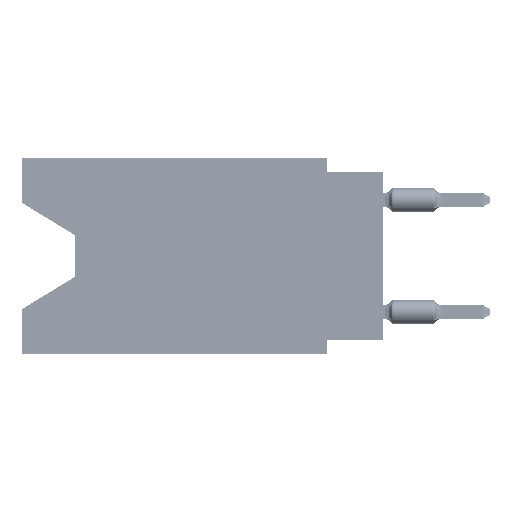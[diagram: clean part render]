
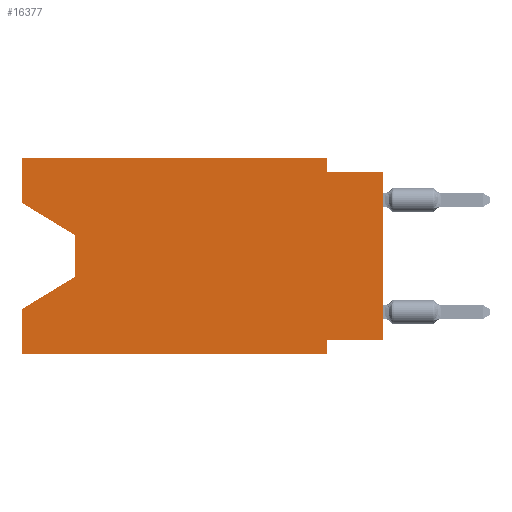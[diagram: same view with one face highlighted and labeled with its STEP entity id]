
A CAD part, left-side view. The second image highlights one B-rep face of the part: STEP entity #16377.
In plain terms, the highlighted planar face has unit normal (-1, 0, 0).
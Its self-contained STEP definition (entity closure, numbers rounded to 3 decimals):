
#712 = DIRECTION ( 'NONE',  ( 0., 0., -1. ) ) ;
#1602 = EDGE_CURVE ( 'NONE', #51748, #21058, #53156, .T. ) ;
#1709 = ORIENTED_EDGE ( 'NONE', *, *, #13933, .F. ) ;
#2457 = LINE ( 'NONE', #99716, #22533 ) ;
#4103 = EDGE_CURVE ( 'NONE', #13817, #37911, #99577, .T. ) ;
#7330 = ORIENTED_EDGE ( 'NONE', *, *, #4103, .T. ) ;
#7673 = DIRECTION ( 'NONE',  ( 0., 0., -1. ) ) ;
#8303 = VECTOR ( 'NONE', #102566, 1000. ) ;
#8880 = VERTEX_POINT ( 'NONE', #68545 ) ;
#9939 = VERTEX_POINT ( 'NONE', #57592 ) ;
#9997 = DIRECTION ( 'NONE',  ( 0., 0.855, -0.519 ) ) ;
#10103 = CARTESIAN_POINT ( 'NONE',  ( 0., 0., -0.635 ) ) ;
#11669 = CARTESIAN_POINT ( 'NONE',  ( 0., 16.383, 0. ) ) ;
#11822 = CARTESIAN_POINT ( 'NONE',  ( 0., 2.54, -8.89 ) ) ;
#13817 = VERTEX_POINT ( 'NONE', #30894 ) ;
#13933 = EDGE_CURVE ( 'NONE', #86104, #68593, #48937, .T. ) ;
#16377 = ADVANCED_FACE ( 'NONE', ( #40616 ), #81567, .F. ) ;
#16691 = CARTESIAN_POINT ( 'NONE',  ( 0., 16.383, 0. ) ) ;
#18899 = CARTESIAN_POINT ( 'NONE',  ( 0., 2.54, -8.255 ) ) ;
#19688 = AXIS2_PLACEMENT_3D ( 'NONE', #16691, #31582, #7673 ) ;
#19954 = EDGE_CURVE ( 'NONE', #8880, #47995, #94073, .T. ) ;
#21058 = VERTEX_POINT ( 'NONE', #92417 ) ;
#22533 = VECTOR ( 'NONE', #68353, 1000. ) ;
#22827 = CARTESIAN_POINT ( 'NONE',  ( 0., 0., -8.255 ) ) ;
#26725 = CARTESIAN_POINT ( 'NONE',  ( 0., 2.54, -8.89 ) ) ;
#28762 = VERTEX_POINT ( 'NONE', #22827 ) ;
#30218 = CARTESIAN_POINT ( 'NONE',  ( 0., 13.97, -3.505 ) ) ;
#30894 = CARTESIAN_POINT ( 'NONE',  ( 0., 16.383, -8.89 ) ) ;
#31417 = EDGE_CURVE ( 'NONE', #101791, #37911, #66082, .T. ) ;
#31582 = DIRECTION ( 'NONE',  ( 1., 0., 0. ) ) ;
#33933 = CARTESIAN_POINT ( 'NONE',  ( 0., 13.97, -5.385 ) ) ;
#34704 = EDGE_CURVE ( 'NONE', #21058, #64706, #83861, .T. ) ;
#35817 = VECTOR ( 'NONE', #96336, 1000. ) ;
#36389 = CARTESIAN_POINT ( 'NONE',  ( 0., 16.383, 0. ) ) ;
#37911 = VERTEX_POINT ( 'NONE', #11822 ) ;
#38066 = ORIENTED_EDGE ( 'NONE', *, *, #19954, .F. ) ;
#38163 = ORIENTED_EDGE ( 'NONE', *, *, #34704, .T. ) ;
#38312 = CARTESIAN_POINT ( 'NONE',  ( 0., 2.54, -0.635 ) ) ;
#40019 = VECTOR ( 'NONE', #85004, 1000. ) ;
#40223 = ORIENTED_EDGE ( 'NONE', *, *, #59914, .T. ) ;
#40616 = FACE_OUTER_BOUND ( 'NONE', #102365, .T. ) ;
#40973 = DIRECTION ( 'NONE',  ( 0., -1., 0. ) ) ;
#43352 = VECTOR ( 'NONE', #40973, 1000. ) ;
#43951 = VECTOR ( 'NONE', #69615, 1000. ) ;
#45414 = LINE ( 'NONE', #36389, #97750 ) ;
#47122 = DIRECTION ( 'NONE',  ( 0., -0.855, -0.519 ) ) ;
#47995 = VERTEX_POINT ( 'NONE', #62005 ) ;
#48937 = LINE ( 'NONE', #10103, #43352 ) ;
#51748 = VERTEX_POINT ( 'NONE', #30218 ) ;
#52565 = LINE ( 'NONE', #77563, #40019 ) ;
#53156 = LINE ( 'NONE', #85590, #8303 ) ;
#53311 = VECTOR ( 'NONE', #47122, 1000. ) ;
#53399 = CARTESIAN_POINT ( 'NONE',  ( 0., 0., -8.255 ) ) ;
#54257 = EDGE_CURVE ( 'NONE', #28762, #101791, #61911, .T. ) ;
#54935 = ORIENTED_EDGE ( 'NONE', *, *, #85884, .F. ) ;
#56597 = LINE ( 'NONE', #74103, #99956 ) ;
#57592 = CARTESIAN_POINT ( 'NONE',  ( 0., 2.54, 0. ) ) ;
#58429 = CARTESIAN_POINT ( 'NONE',  ( 0., 16.383, -6.852 ) ) ;
#59186 = CARTESIAN_POINT ( 'NONE',  ( 0., 16.383, -8.89 ) ) ;
#59914 = EDGE_CURVE ( 'NONE', #8880, #51748, #98114, .T. ) ;
#61911 = LINE ( 'NONE', #53399, #64448 ) ;
#62005 = CARTESIAN_POINT ( 'NONE',  ( 0., 16.383, 0. ) ) ;
#64448 = VECTOR ( 'NONE', #94322, 1000. ) ;
#64706 = VERTEX_POINT ( 'NONE', #58429 ) ;
#66082 = LINE ( 'NONE', #26725, #77300 ) ;
#68353 = DIRECTION ( 'NONE',  ( 0., 0., 1. ) ) ;
#68545 = CARTESIAN_POINT ( 'NONE',  ( 0., 16.383, -2.038 ) ) ;
#68593 = VERTEX_POINT ( 'NONE', #73498 ) ;
#69615 = DIRECTION ( 'NONE',  ( 0., 0., 1. ) ) ;
#70599 = ORIENTED_EDGE ( 'NONE', *, *, #88434, .F. ) ;
#73241 = EDGE_CURVE ( 'NONE', #28762, #68593, #2457, .T. ) ;
#73498 = CARTESIAN_POINT ( 'NONE',  ( 0., 0., -0.635 ) ) ;
#74103 = CARTESIAN_POINT ( 'NONE',  ( 0., 2.54, 0. ) ) ;
#74659 = ORIENTED_EDGE ( 'NONE', *, *, #31417, .F. ) ;
#77300 = VECTOR ( 'NONE', #712, 1000. ) ;
#77563 = CARTESIAN_POINT ( 'NONE',  ( 0., 16.383, 0. ) ) ;
#81567 = PLANE ( 'NONE',  #19688 ) ;
#82810 = VECTOR ( 'NONE', #9997, 1000. ) ;
#82893 = ORIENTED_EDGE ( 'NONE', *, *, #54257, .F. ) ;
#83861 = LINE ( 'NONE', #33933, #82810 ) ;
#85004 = DIRECTION ( 'NONE',  ( 0., -1., 0. ) ) ;
#85590 = CARTESIAN_POINT ( 'NONE',  ( 0., 13.97, -3.505 ) ) ;
#85884 = EDGE_CURVE ( 'NONE', #13817, #64706, #45414, .T. ) ;
#86104 = VERTEX_POINT ( 'NONE', #38312 ) ;
#87534 = CARTESIAN_POINT ( 'NONE',  ( 0., 16.383, -2.038 ) ) ;
#88434 = EDGE_CURVE ( 'NONE', #47995, #9939, #52565, .T. ) ;
#89010 = DIRECTION ( 'NONE',  ( 0., 0., -1. ) ) ;
#90481 = ORIENTED_EDGE ( 'NONE', *, *, #1602, .T. ) ;
#92254 = ORIENTED_EDGE ( 'NONE', *, *, #102915, .F. ) ;
#92417 = CARTESIAN_POINT ( 'NONE',  ( 0., 13.97, -5.385 ) ) ;
#94073 = LINE ( 'NONE', #11669, #43951 ) ;
#94322 = DIRECTION ( 'NONE',  ( 0., 1., 0. ) ) ;
#95297 = ORIENTED_EDGE ( 'NONE', *, *, #73241, .T. ) ;
#96336 = DIRECTION ( 'NONE',  ( 0., -1., 0. ) ) ;
#97750 = VECTOR ( 'NONE', #102800, 1000. ) ;
#98114 = LINE ( 'NONE', #87534, #53311 ) ;
#99577 = LINE ( 'NONE', #59186, #35817 ) ;
#99716 = CARTESIAN_POINT ( 'NONE',  ( 0., 0., 0. ) ) ;
#99956 = VECTOR ( 'NONE', #89010, 1000. ) ;
#101791 = VERTEX_POINT ( 'NONE', #18899 ) ;
#102365 = EDGE_LOOP ( 'NONE', ( #40223, #90481, #38163, #54935, #7330, #74659, #82893, #95297, #1709, #92254, #70599, #38066 ) ) ;
#102566 = DIRECTION ( 'NONE',  ( 0., 0., -1. ) ) ;
#102800 = DIRECTION ( 'NONE',  ( 0., 0., 1. ) ) ;
#102915 = EDGE_CURVE ( 'NONE', #9939, #86104, #56597, .T. ) ;
